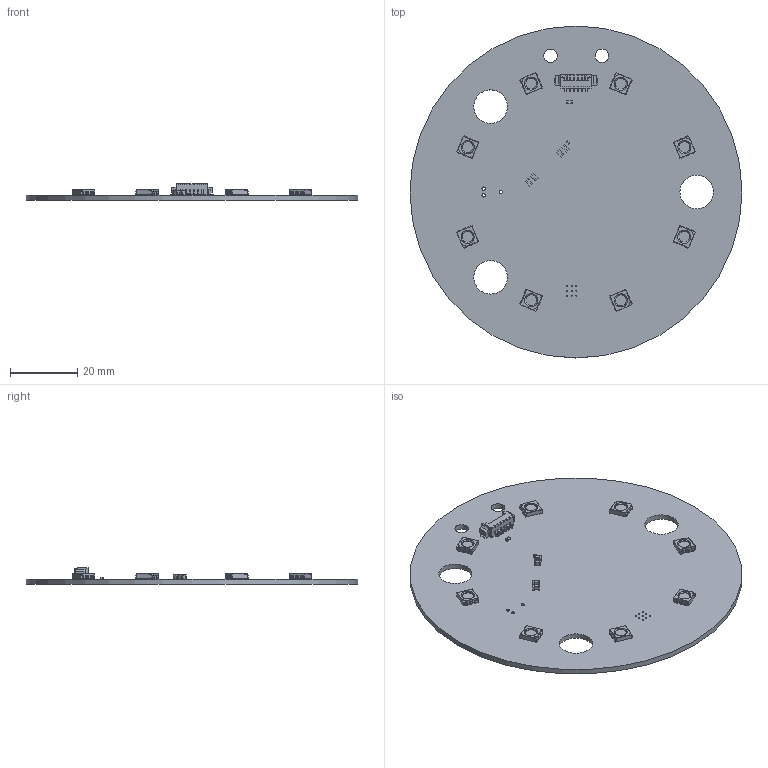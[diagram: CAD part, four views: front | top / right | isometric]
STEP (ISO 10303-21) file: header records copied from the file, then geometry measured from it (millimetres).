
FILE_DESCRIPTION(('KiCad electronic assembly'),'2;1');
FILE_NAME('maxbox-pcb-v1.step','2023-01-08T18:10:32',('Pcbnew'),('Kicad' ),'Open CASCADE STEP processor 7.6','KiCad to STEP converter', 'Unknown');
FILE_SCHEMA(('AUTOMOTIVE_DESIGN { 1 0 10303 214 1 1 1 1 }'));
Length unit declared in the file: millimetre
Products named in the file (12): maxbox-pcb-v1 1; C_0805_2012Metric; SOLID; LED_RGB_5050-6; Molex_PicoBlade_53261-0671_1x06-1MP_P1.25mm_Horizontal; R_0603_1608Metric; C_0402_1005Metric; CanHireEV PCB
Assembly tree (21 placements, depth 3):
  maxbox-pcb-v1 1
    C_0805_2012Metric  x4
      SOLID
    LED_RGB_5050-6  x8
      SOLID
    Molex_PicoBlade_53261-0671_1x06-1MP_P1.25mm_Horizontal
      SOLID
    R_0603_1608Metric
      SOLID
    C_0402_1005Metric
      SOLID
    CanHireEV PCB
Bounding box: 99 x 99 x 5.05 mm (x, y, z)
Volume: 12259.4 mm3; surface area: 16729.5 mm2
Topology: 16 solids, 16 shells, 1231 faces, 3707 edges, 2444 vertices
Faces by surface type: bspline 1211, cylinder 18, plane 2
Full cylindrical faces by diameter (mm): 0.3 x9, 0.991 x3, 4 x2, 10 x3, 99 x1
Entity records: 30499 total; most frequent: CARTESIAN_POINT 10784, B_SPLINE_CURVE_WITH_KNOTS 3230, ORIENTED_EDGE 2488, PCURVE 2488, DEFINITIONAL_REPRESENTATION 2488, EDGE_CURVE 1244, SURFACE_CURVE 1224, VERTEX_POINT 816
